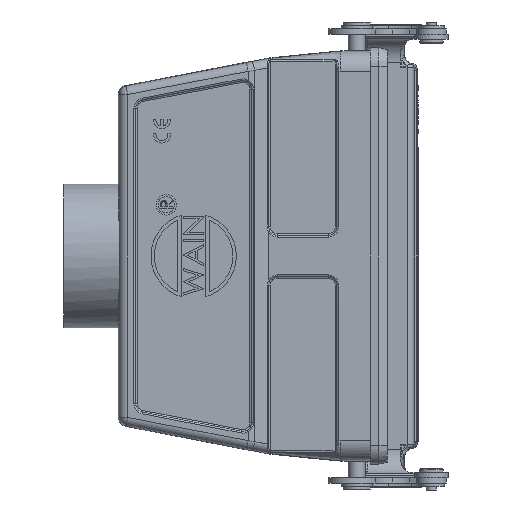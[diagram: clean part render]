
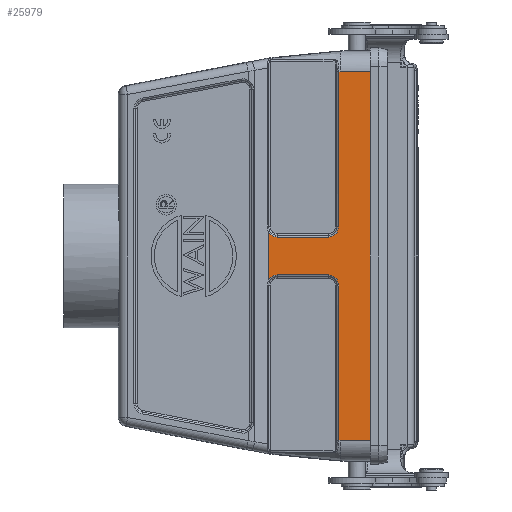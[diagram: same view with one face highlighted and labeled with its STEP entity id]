
A CAD part, left-side view. The second image highlights one B-rep face of the part: STEP entity #25979.
In plain terms, the highlighted planar face has unit normal (-1, 0, 0).
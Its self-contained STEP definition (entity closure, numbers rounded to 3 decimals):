
#1834=FACE_OUTER_BOUND('',#28582,.T.);
#3101=B_SPLINE_CURVE_WITH_KNOTS('',3,(#81913,#81914,#81915,#81916),
 .UNSPECIFIED.,.F.,.F.,(4,4),(0.,1.),.UNSPECIFIED.);
#3102=B_SPLINE_CURVE_WITH_KNOTS('',3,(#81936,#81937,#81938,#81939),
 .UNSPECIFIED.,.F.,.F.,(4,4),(0.,1.),.UNSPECIFIED.);
#5524=LINE('',#81908,#9377);
#5525=LINE('',#81911,#9378);
#5526=LINE('',#81918,#9379);
#5527=LINE('',#81922,#9380);
#5528=LINE('',#81926,#9381);
#5529=LINE('',#81930,#9382);
#5530=LINE('',#81934,#9383);
#5531=LINE('',#81941,#9384);
#9377=VECTOR('',#63316,1.);
#9378=VECTOR('',#63317,1.);
#9379=VECTOR('',#63318,1.);
#9380=VECTOR('',#63321,1.);
#9381=VECTOR('',#63324,1.);
#9382=VECTOR('',#63327,1.);
#9383=VECTOR('',#63330,1.);
#9384=VECTOR('',#63331,1.);
#25979=ADVANCED_FACE('',(#1834),#27253,.F.);
#27253=PLANE('',#56179);
#28582=EDGE_LOOP('',(#32457,#32458,#32459,#32460,#32461,#32462,#32463,#32464,
#32465,#32466,#32467,#32468,#32469,#32470));
#32457=ORIENTED_EDGE('',*,*,#47697,.T.);
#32458=ORIENTED_EDGE('',*,*,#47698,.T.);
#32459=ORIENTED_EDGE('',*,*,#47699,.F.);
#32460=ORIENTED_EDGE('',*,*,#47700,.T.);
#32461=ORIENTED_EDGE('',*,*,#47701,.F.);
#32462=ORIENTED_EDGE('',*,*,#47702,.T.);
#32463=ORIENTED_EDGE('',*,*,#47703,.F.);
#32464=ORIENTED_EDGE('',*,*,#47704,.T.);
#32465=ORIENTED_EDGE('',*,*,#47705,.F.);
#32466=ORIENTED_EDGE('',*,*,#47706,.T.);
#32467=ORIENTED_EDGE('',*,*,#47707,.F.);
#32468=ORIENTED_EDGE('',*,*,#47708,.T.);
#32469=ORIENTED_EDGE('',*,*,#47709,.T.);
#32470=ORIENTED_EDGE('',*,*,#47710,.T.);
#40077=VERTEX_POINT('',#81909);
#40078=VERTEX_POINT('',#81910);
#40079=VERTEX_POINT('',#81912);
#40080=VERTEX_POINT('',#81917);
#40081=VERTEX_POINT('',#81919);
#40082=VERTEX_POINT('',#81921);
#40083=VERTEX_POINT('',#81923);
#40084=VERTEX_POINT('',#81925);
#40085=VERTEX_POINT('',#81927);
#40086=VERTEX_POINT('',#81929);
#40087=VERTEX_POINT('',#81931);
#40088=VERTEX_POINT('',#81933);
#40089=VERTEX_POINT('',#81935);
#40090=VERTEX_POINT('',#81940);
#47697=EDGE_CURVE('',#40077,#40078,#5524,.T.);
#47698=EDGE_CURVE('',#40078,#40079,#5525,.T.);
#47699=EDGE_CURVE('',#40080,#40079,#3101,.T.);
#47700=EDGE_CURVE('',#40080,#40081,#5526,.T.);
#47701=EDGE_CURVE('',#40082,#40081,#53186,.T.);
#47702=EDGE_CURVE('',#40082,#40083,#5527,.T.);
#47703=EDGE_CURVE('',#40084,#40083,#53187,.T.);
#47704=EDGE_CURVE('',#40084,#40085,#5528,.T.);
#47705=EDGE_CURVE('',#40086,#40085,#53188,.T.);
#47706=EDGE_CURVE('',#40086,#40087,#5529,.T.);
#47707=EDGE_CURVE('',#40088,#40087,#53189,.T.);
#47708=EDGE_CURVE('',#40088,#40089,#5530,.T.);
#47709=EDGE_CURVE('',#40089,#40090,#3102,.T.);
#47710=EDGE_CURVE('',#40090,#40077,#5531,.T.);
#53186=CIRCLE('',#56175,2.974);
#53187=CIRCLE('',#56176,2.974);
#53188=CIRCLE('',#56177,2.974);
#53189=CIRCLE('',#56178,2.974);
#56175=AXIS2_PLACEMENT_3D('',#81920,#63319,#63320);
#56176=AXIS2_PLACEMENT_3D('',#81924,#63322,#63323);
#56177=AXIS2_PLACEMENT_3D('',#81928,#63325,#63326);
#56178=AXIS2_PLACEMENT_3D('',#81932,#63328,#63329);
#56179=AXIS2_PLACEMENT_3D('',#81942,#63332,#63333);
#63316=DIRECTION('',(0.,0.,1.));
#63317=DIRECTION('',(0.,1.,0.));
#63318=DIRECTION('',(0.,0.,-1.));
#63319=DIRECTION('',(-1.,0.,0.));
#63320=DIRECTION('',(0.,0.,-1.));
#63321=DIRECTION('',(0.,1.,0.));
#63322=DIRECTION('',(-1.,0.,0.));
#63323=DIRECTION('',(0.,0.,-1.));
#63324=DIRECTION('',(0.,0.,-1.));
#63325=DIRECTION('',(-1.,0.,0.));
#63326=DIRECTION('',(0.,0.,-1.));
#63327=DIRECTION('',(0.,-1.,0.));
#63328=DIRECTION('',(-1.,0.,0.));
#63329=DIRECTION('',(0.,0.,-1.));
#63330=DIRECTION('',(0.,0.,-1.));
#63331=DIRECTION('',(0.,-1.,0.));
#63332=DIRECTION('',(1.,0.,0.));
#63333=DIRECTION('',(0.,0.,-1.));
#81908=CARTESIAN_POINT('',(-21.5,-53.585,-56.121));
#81909=CARTESIAN_POINT('',(-21.5,-53.585,-53.962));
#81910=CARTESIAN_POINT('',(-21.5,-53.585,53.962));
#81911=CARTESIAN_POINT('',(-21.5,7.415,53.962));
#81912=CARTESIAN_POINT('',(-21.5,-43.585,53.962));
#81913=CARTESIAN_POINT('',(-21.5,-43.059,53.993));
#81914=CARTESIAN_POINT('',(-21.5,-43.234,53.983));
#81915=CARTESIAN_POINT('',(-21.5,-43.41,53.973));
#81916=CARTESIAN_POINT('',(-21.5,-43.585,53.962));
#81917=CARTESIAN_POINT('',(-21.5,-43.059,53.998));
#81918=CARTESIAN_POINT('',(-21.5,-43.059,54.903));
#81919=CARTESIAN_POINT('',(-21.5,-43.059,8.504));
#81920=CARTESIAN_POINT('',(-21.5,-40.085,8.5));
#81921=CARTESIAN_POINT('',(-21.5,-40.085,5.526));
#81922=CARTESIAN_POINT('',(-21.5,-32.585,5.526));
#81923=CARTESIAN_POINT('',(-21.5,-25.085,5.526));
#81924=CARTESIAN_POINT('',(-21.5,-25.085,8.5));
#81925=CARTESIAN_POINT('',(-21.5,-22.585,6.888));
#81926=CARTESIAN_POINT('',(-21.5,-22.585,15.));
#81927=CARTESIAN_POINT('',(-21.5,-22.585,-6.888));
#81928=CARTESIAN_POINT('',(-21.5,-25.085,-8.5));
#81929=CARTESIAN_POINT('',(-21.5,-25.085,-5.526));
#81930=CARTESIAN_POINT('',(-21.5,7.415,-5.526));
#81931=CARTESIAN_POINT('',(-21.5,-40.085,-5.526));
#81932=CARTESIAN_POINT('',(-21.5,-40.085,-8.5));
#81933=CARTESIAN_POINT('',(-21.5,-43.059,-8.495));
#81934=CARTESIAN_POINT('',(-21.5,-43.059,-7.59));
#81935=CARTESIAN_POINT('',(-21.5,-43.059,-53.999));
#81936=CARTESIAN_POINT('',(-21.5,-43.059,-53.993));
#81937=CARTESIAN_POINT('',(-21.5,-43.234,-53.983));
#81938=CARTESIAN_POINT('',(-21.5,-43.409,-53.972));
#81939=CARTESIAN_POINT('',(-21.5,-43.585,-53.962));
#81940=CARTESIAN_POINT('',(-21.5,-43.585,-53.962));
#81941=CARTESIAN_POINT('',(-21.5,7.415,-53.962));
#81942=CARTESIAN_POINT('',(-21.5,7.415,15.));
